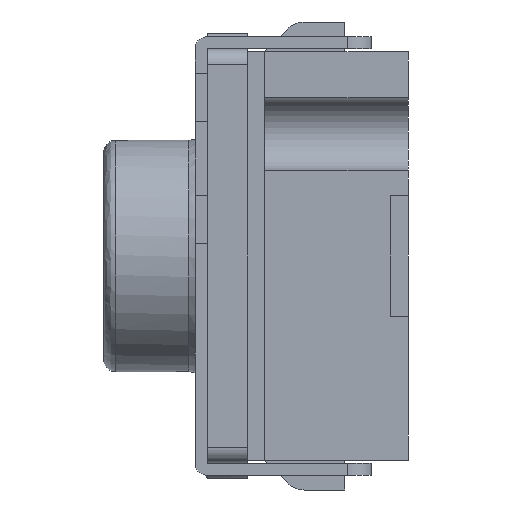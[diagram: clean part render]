
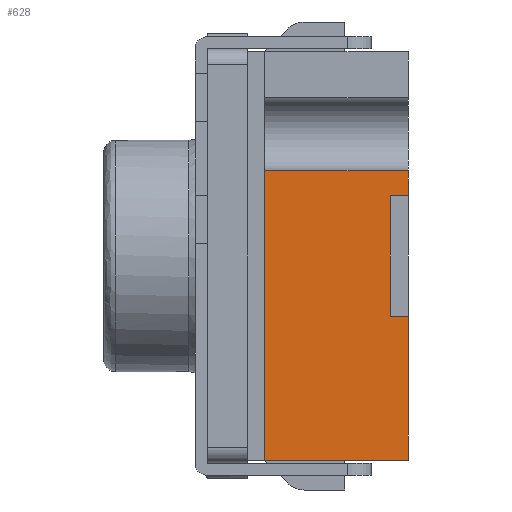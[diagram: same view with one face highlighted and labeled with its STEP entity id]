
A CAD part, left-side view. The second image highlights one B-rep face of the part: STEP entity #628.
In plain terms, the highlighted planar face has unit normal (-1, 0, 0).
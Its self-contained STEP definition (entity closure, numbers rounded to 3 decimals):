
#110 = EDGE_LOOP ( 'NONE', ( #1855, #7366, #7678, #297, #6219, #5397, #9188, #9288 ) ) ;
#161 = VECTOR ( 'NONE', #8546, 1000. ) ;
#252 = PLANE ( 'NONE',  #8862 ) ;
#297 = ORIENTED_EDGE ( 'NONE', *, *, #2252, .T. ) ;
#628 = ADVANCED_FACE ( 'NONE', ( #804 ), #252, .T. ) ;
#776 = VECTOR ( 'NONE', #7374, 1000. ) ;
#804 = FACE_OUTER_BOUND ( 'NONE', #110, .T. ) ;
#1031 = CARTESIAN_POINT ( 'NONE',  ( -3., 1.03, 0.7 ) ) ;
#1071 = DIRECTION ( 'NONE',  ( 0., 0., -1. ) ) ;
#1152 = LINE ( 'NONE', #1599, #161 ) ;
#1196 = DIRECTION ( 'NONE',  ( 0., 0., 1. ) ) ;
#1599 = CARTESIAN_POINT ( 'NONE',  ( -3., -0.15, -1.675 ) ) ;
#1615 = EDGE_CURVE ( 'NONE', #5438, #3669, #2752, .T. ) ;
#1666 = CARTESIAN_POINT ( 'NONE',  ( -3., -0.15, -1.675 ) ) ;
#1701 = CARTESIAN_POINT ( 'NONE',  ( -3., -0.15, -1.675 ) ) ;
#1855 = ORIENTED_EDGE ( 'NONE', *, *, #8633, .T. ) ;
#1990 = VECTOR ( 'NONE', #2470, 1000. ) ;
#2252 = EDGE_CURVE ( 'NONE', #3669, #9108, #4533, .T. ) ;
#2470 = DIRECTION ( 'NONE',  ( 0., -1., 0. ) ) ;
#2752 = LINE ( 'NONE', #3135, #3738 ) ;
#2825 = EDGE_CURVE ( 'NONE', #6233, #4470, #4505, .T. ) ;
#2830 = LINE ( 'NONE', #8889, #776 ) ;
#2912 = CARTESIAN_POINT ( 'NONE',  ( -3., 0., -1.675 ) ) ;
#3135 = CARTESIAN_POINT ( 'NONE',  ( -3., -0.15, 0.495 ) ) ;
#3155 = CARTESIAN_POINT ( 'NONE',  ( -3., 0., 0.495 ) ) ;
#3517 = DIRECTION ( 'NONE',  ( 0., 0., 1. ) ) ;
#3669 = VERTEX_POINT ( 'NONE', #6714 ) ;
#3738 = VECTOR ( 'NONE', #5502, 1000. ) ;
#3934 = CARTESIAN_POINT ( 'NONE',  ( -3., 1.03, -1.675 ) ) ;
#4224 = CARTESIAN_POINT ( 'NONE',  ( -3., 0., -0.495 ) ) ;
#4470 = VERTEX_POINT ( 'NONE', #3934 ) ;
#4493 = VECTOR ( 'NONE', #5925, 1000. ) ;
#4505 = LINE ( 'NONE', #5732, #8449 ) ;
#4533 = LINE ( 'NONE', #5855, #6018 ) ;
#5341 = CARTESIAN_POINT ( 'NONE',  ( -3., -0.15, 0.7 ) ) ;
#5352 = VERTEX_POINT ( 'NONE', #8434 ) ;
#5397 = ORIENTED_EDGE ( 'NONE', *, *, #2825, .T. ) ;
#5438 = VERTEX_POINT ( 'NONE', #3155 ) ;
#5502 = DIRECTION ( 'NONE',  ( 0., -1., 0. ) ) ;
#5551 = VECTOR ( 'NONE', #7001, 1000. ) ;
#5732 = CARTESIAN_POINT ( 'NONE',  ( -3., 1.03, -2.304 ) ) ;
#5855 = CARTESIAN_POINT ( 'NONE',  ( -3., -0.15, -1.675 ) ) ;
#5925 = DIRECTION ( 'NONE',  ( 0., 0., 1. ) ) ;
#6018 = VECTOR ( 'NONE', #1196, 1000. ) ;
#6062 = VERTEX_POINT ( 'NONE', #8566 ) ;
#6140 = CARTESIAN_POINT ( 'NONE',  ( -3., -0.15, -0.495 ) ) ;
#6219 = ORIENTED_EDGE ( 'NONE', *, *, #8898, .T. ) ;
#6233 = VERTEX_POINT ( 'NONE', #1031 ) ;
#6714 = CARTESIAN_POINT ( 'NONE',  ( -3., -0.15, 0.495 ) ) ;
#7001 = DIRECTION ( 'NONE',  ( 0., 1., 0. ) ) ;
#7366 = ORIENTED_EDGE ( 'NONE', *, *, #7531, .T. ) ;
#7374 = DIRECTION ( 'NONE',  ( 0., 1., 0. ) ) ;
#7460 = DIRECTION ( 'NONE',  ( -1., 0., 0. ) ) ;
#7531 = EDGE_CURVE ( 'NONE', #8418, #5438, #8692, .T. ) ;
#7678 = ORIENTED_EDGE ( 'NONE', *, *, #1615, .T. ) ;
#8418 = VERTEX_POINT ( 'NONE', #4224 ) ;
#8434 = CARTESIAN_POINT ( 'NONE',  ( -3., -0.15, -1.675 ) ) ;
#8449 = VECTOR ( 'NONE', #1071, 1000. ) ;
#8546 = DIRECTION ( 'NONE',  ( 0., 0., 1. ) ) ;
#8566 = CARTESIAN_POINT ( 'NONE',  ( -3., -0.15, -0.495 ) ) ;
#8633 = EDGE_CURVE ( 'NONE', #6062, #8418, #9137, .T. ) ;
#8692 = LINE ( 'NONE', #2912, #4493 ) ;
#8742 = LINE ( 'NONE', #1666, #1990 ) ;
#8771 = EDGE_CURVE ( 'NONE', #4470, #5352, #8742, .T. ) ;
#8862 = AXIS2_PLACEMENT_3D ( 'NONE', #1701, #7460, #3517 ) ;
#8889 = CARTESIAN_POINT ( 'NONE',  ( -3., -0.15, 0.7 ) ) ;
#8898 = EDGE_CURVE ( 'NONE', #9108, #6233, #2830, .T. ) ;
#9108 = VERTEX_POINT ( 'NONE', #5341 ) ;
#9137 = LINE ( 'NONE', #6140, #5551 ) ;
#9188 = ORIENTED_EDGE ( 'NONE', *, *, #8771, .T. ) ;
#9200 = EDGE_CURVE ( 'NONE', #5352, #6062, #1152, .T. ) ;
#9288 = ORIENTED_EDGE ( 'NONE', *, *, #9200, .T. ) ;
